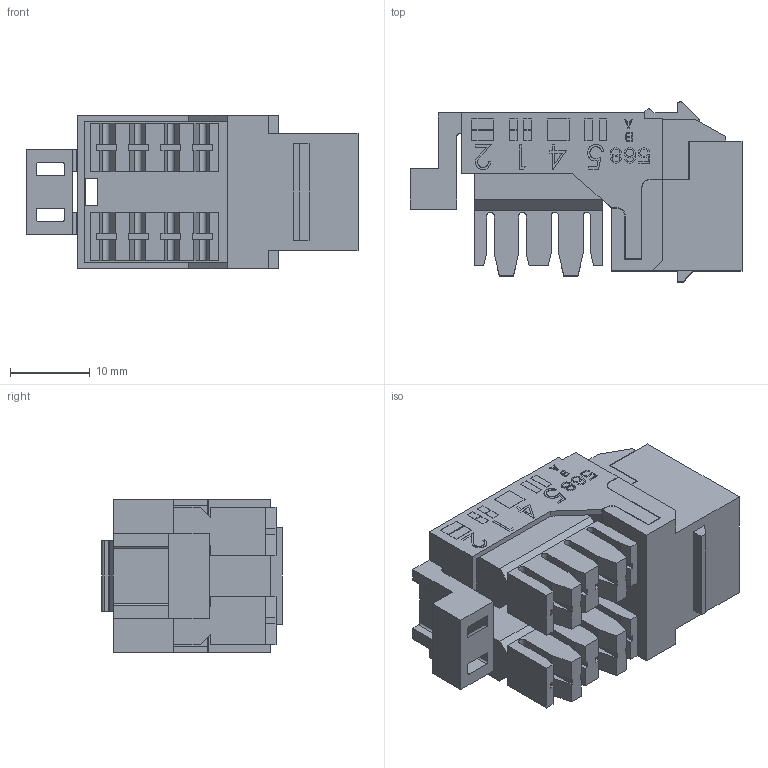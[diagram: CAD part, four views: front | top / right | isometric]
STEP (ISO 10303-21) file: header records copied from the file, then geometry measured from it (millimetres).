
FILE_DESCRIPTION (( 'STEP AP203' ), '1' );
FILE_NAME ('UJ110C5E.STEP', '2013-07-12T20:25:13', ( 'x' ), ( '' ), 'SwSTEP 2.0', 'SolidWorks 2012', '' );
FILE_SCHEMA (( 'CONFIG_CONTROL_DESIGN' ));
Length unit declared in the file: inch
Products named in the file (1): UJ110C5E
Bounding box: 41.66 x 22.61 x 19.3 mm (x, y, z)
Volume: 7828.9 mm3; surface area: 7932.2 mm2
Topology: 1 solids, 1 shells, 1049 faces, 2956 edges, 1970 vertices
Faces by surface type: plane 932, bspline 82, cylinder 35
Entity records: 37779 total; most frequent: CARTESIAN_POINT 10978, ORIENTED_EDGE 5912, DIRECTION 4798, EDGE_CURVE 2956, LINE 2722, VECTOR 2722, VERTEX_POINT 1970, EDGE_LOOP 1134
